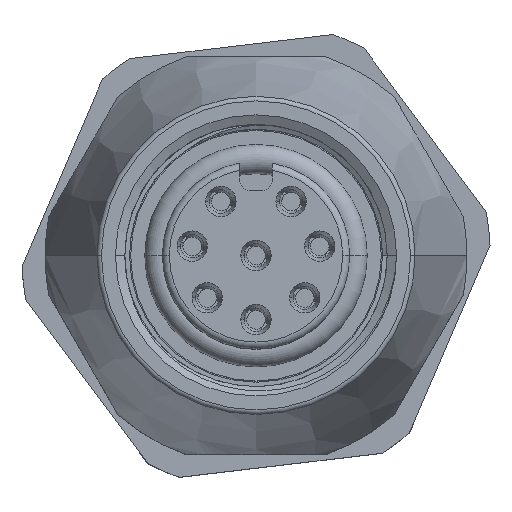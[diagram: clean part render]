
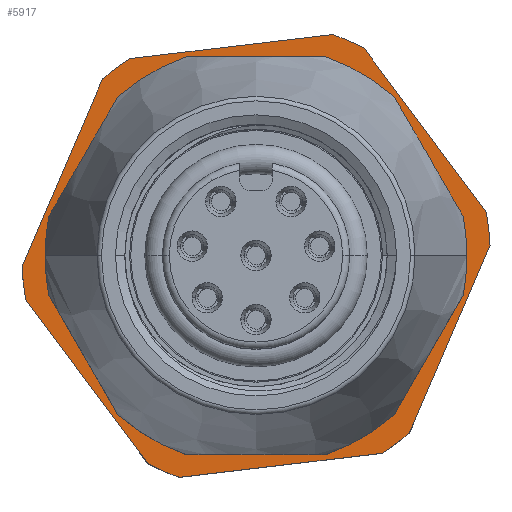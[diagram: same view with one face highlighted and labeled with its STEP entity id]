
A CAD part, top view. The second image highlights one B-rep face of the part: STEP entity #5917.
In plain terms, the highlighted planar face has unit normal (0, 0, 1).
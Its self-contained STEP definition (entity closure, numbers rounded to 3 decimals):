
#419 = CARTESIAN_POINT ( 'NONE',  ( -9.974, -0.725, 2.8 ) ) ;
#427 = CARTESIAN_POINT ( 'NONE',  ( 7.6, 0., 2.8 ) ) ;
#428 = CARTESIAN_POINT ( 'NONE',  ( -7.6, 0., 2.8 ) ) ;
#430 = CARTESIAN_POINT ( 'NONE',  ( 9.974, -0.725, 2.8 ) ) ;
#441 = CARTESIAN_POINT ( 'NONE',  ( 9.974, 0.725, 2.8 ) ) ;
#614 = CARTESIAN_POINT ( 'NONE',  ( -4.359, 9., 2.8 ) ) ;
#618 = CARTESIAN_POINT ( 'NONE',  ( -10., 0., 2.8 ) ) ;
#619 = CARTESIAN_POINT ( 'NONE',  ( -9.974, 0.725, 2.8 ) ) ;
#624 = CARTESIAN_POINT ( 'NONE',  ( 5.615, -8.275, 2.8 ) ) ;
#625 = CARTESIAN_POINT ( 'NONE',  ( 5.615, 8.275, 2.8 ) ) ;
#626 = CARTESIAN_POINT ( 'NONE',  ( 4.359, 9., 2.8 ) ) ;
#629 = CARTESIAN_POINT ( 'NONE',  ( -4.359, -9., 2.8 ) ) ;
#630 = CARTESIAN_POINT ( 'NONE',  ( -5.615, -8.275, 2.8 ) ) ;
#631 = CARTESIAN_POINT ( 'NONE',  ( -5.615, 8.275, 2.8 ) ) ;
#3043 = VECTOR ( 'NONE', #4574, 1000. ) ;
#3045 = VECTOR ( 'NONE', #4572, 1000. ) ;
#3046 = LINE ( 'NONE', #4573, #3043 ) ;
#3047 = VECTOR ( 'NONE', #4570, 1000. ) ;
#3048 = LINE ( 'NONE', #4571, #3045 ) ;
#3049 = VECTOR ( 'NONE', #4567, 1000. ) ;
#3050 = LINE ( 'NONE', #4569, #3047 ) ;
#3051 = VECTOR ( 'NONE', #4565, 1000. ) ;
#3052 = LINE ( 'NONE', #4566, #3049 ) ;
#3053 = VECTOR ( 'NONE', #4553, 1000. ) ;
#3054 = LINE ( 'NONE', #4563, #3051 ) ;
#3055 = LINE ( 'NONE', #4554, #3053 ) ;
#3061 = CIRCLE ( 'NONE', #11653, 10. ) ;
#3064 = CIRCLE ( 'NONE', #11652, 10. ) ;
#3065 = CIRCLE ( 'NONE', #11646, 7.6 ) ;
#3074 = CIRCLE ( 'NONE', #11655, 10. ) ;
#3079 = CIRCLE ( 'NONE', #11658, 10. ) ;
#3083 = CIRCLE ( 'NONE', #11681, 10. ) ;
#3094 = CIRCLE ( 'NONE', #11683, 10. ) ;
#3099 = CIRCLE ( 'NONE', #6781, 10. ) ;
#3101 = CIRCLE ( 'NONE', #6620, 7.6 ) ;
#3409 = ORIENTED_EDGE ( 'NONE', *, *, #7516, .F. ) ;
#3411 = ORIENTED_EDGE ( 'NONE', *, *, #7489, .T. ) ;
#3426 = ORIENTED_EDGE ( 'NONE', *, *, #7517, .T. ) ;
#3427 = ORIENTED_EDGE ( 'NONE', *, *, #7499, .T. ) ;
#3430 = ORIENTED_EDGE ( 'NONE', *, *, #7518, .T. ) ;
#3473 = ORIENTED_EDGE ( 'NONE', *, *, #7487, .F. ) ;
#3655 = ORIENTED_EDGE ( 'NONE', *, *, #7493, .T. ) ;
#3659 = VERTEX_POINT ( 'NONE', #3853 ) ;
#3853 = CARTESIAN_POINT ( 'NONE',  ( 4.359, -9., 2.8 ) ) ;
#4485 = CARTESIAN_POINT ( 'NONE',  ( 0., 0., 2.8 ) ) ;
#4486 = DIRECTION ( 'NONE',  ( 0., 0., 1. ) ) ;
#4487 = DIRECTION ( 'NONE',  ( 1., 0., 0. ) ) ;
#4491 = CARTESIAN_POINT ( 'NONE',  ( 0., 0., 2.8 ) ) ;
#4492 = DIRECTION ( 'NONE',  ( 0., 0., 1. ) ) ;
#4493 = DIRECTION ( 'NONE',  ( 1., 0., 0. ) ) ;
#4500 = CARTESIAN_POINT ( 'NONE',  ( 0., 0., 2.8 ) ) ;
#4501 = DIRECTION ( 'NONE',  ( 0., 0., 1. ) ) ;
#4502 = DIRECTION ( 'NONE',  ( 1., 0., 0. ) ) ;
#4517 = CARTESIAN_POINT ( 'NONE',  ( 0., 0., 2.8 ) ) ;
#4518 = DIRECTION ( 'NONE',  ( 0., 0., 1. ) ) ;
#4519 = DIRECTION ( 'NONE',  ( 1., 0., 0. ) ) ;
#4520 = CARTESIAN_POINT ( 'NONE',  ( 0., 0., 2.8 ) ) ;
#4521 = DIRECTION ( 'NONE',  ( 0., 0., 1. ) ) ;
#4522 = DIRECTION ( 'NONE',  ( 1., 0., 0. ) ) ;
#4530 = CARTESIAN_POINT ( 'NONE',  ( 0., 0., 2.8 ) ) ;
#4531 = DIRECTION ( 'NONE',  ( 0., 0., 1. ) ) ;
#4532 = DIRECTION ( 'NONE',  ( 1., 0., 0. ) ) ;
#4547 = CARTESIAN_POINT ( 'NONE',  ( 0., 0., 2.8 ) ) ;
#4548 = DIRECTION ( 'NONE',  ( 0., 0., 1. ) ) ;
#4549 = DIRECTION ( 'NONE',  ( 1., 0., 0. ) ) ;
#4550 = CARTESIAN_POINT ( 'NONE',  ( 0., 0., 2.8 ) ) ;
#4551 = DIRECTION ( 'NONE',  ( 0., 0., 1. ) ) ;
#4552 = DIRECTION ( 'NONE',  ( 1., 0., 0. ) ) ;
#4553 = DIRECTION ( 'NONE',  ( 0.5, -0.866, 0. ) ) ;
#4554 = CARTESIAN_POINT ( 'NONE',  ( -16.835, 11.16, 2.8 ) ) ;
#4560 = CARTESIAN_POINT ( 'NONE',  ( 0., 0., 2.8 ) ) ;
#4561 = DIRECTION ( 'NONE',  ( 0., 0., 1. ) ) ;
#4562 = DIRECTION ( 'NONE',  ( 1., 0., 0. ) ) ;
#4563 = CARTESIAN_POINT ( 'NONE',  ( -18.082, -9., 2.8 ) ) ;
#4565 = DIRECTION ( 'NONE',  ( 1., 0., 0. ) ) ;
#4566 = CARTESIAN_POINT ( 'NONE',  ( 16.835, 11.16, 2.8 ) ) ;
#4567 = DIRECTION ( 'NONE',  ( 0.5, 0.866, 0. ) ) ;
#4569 = CARTESIAN_POINT ( 'NONE',  ( -1.247, 20.16, 2.8 ) ) ;
#4570 = DIRECTION ( 'NONE',  ( -0.5, 0.866, 0. ) ) ;
#4571 = CARTESIAN_POINT ( 'NONE',  ( -18.082, 9., 2.8 ) ) ;
#4572 = DIRECTION ( 'NONE',  ( -1., 0., 0. ) ) ;
#4573 = CARTESIAN_POINT ( 'NONE',  ( 1.247, 20.16, 2.8 ) ) ;
#4574 = DIRECTION ( 'NONE',  ( -0.5, -0.866, 0. ) ) ;
#5346 = FACE_OUTER_BOUND ( 'NONE', #8172, .T. ) ;
#5353 = FACE_BOUND ( 'NONE', #8180, .T. ) ;
#5917 = ADVANCED_FACE ( 'NONE', ( #5353, #5346 ), #12201, .T. ) ;
#6620 = AXIS2_PLACEMENT_3D ( 'NONE', #4485, #4486, #4487 ) ;
#6781 = AXIS2_PLACEMENT_3D ( 'NONE', #4491, #4492, #4493 ) ;
#6902 = AXIS2_PLACEMENT_3D ( 'NONE', #12203, #12208, #12209 ) ;
#7487 = EDGE_CURVE ( 'NONE', #7964, #7965, #3101, .T. ) ;
#7489 = EDGE_CURVE ( 'NONE', #9965, #7967, #3099, .T. ) ;
#7493 = EDGE_CURVE ( 'NONE', #9966, #9965, #3094, .T. ) ;
#7499 = EDGE_CURVE ( 'NONE', #9977, #9976, #3083, .T. ) ;
#7501 = EDGE_CURVE ( 'NONE', #9961, #9978, #3079, .T. ) ;
#7505 = EDGE_CURVE ( 'NONE', #8547, #8544, #3074, .T. ) ;
#7511 = EDGE_CURVE ( 'NONE', #9972, #9973, #3064, .T. ) ;
#7513 = EDGE_CURVE ( 'NONE', #3659, #9971, #3061, .T. ) ;
#7516 = EDGE_CURVE ( 'NONE', #7965, #7964, #3065, .T. ) ;
#7517 = EDGE_CURVE ( 'NONE', #7967, #9977, #3055, .T. ) ;
#7518 = EDGE_CURVE ( 'NONE', #9976, #3659, #3054, .T. ) ;
#7519 = EDGE_CURVE ( 'NONE', #9971, #8547, #3052, .T. ) ;
#7520 = EDGE_CURVE ( 'NONE', #8544, #9972, #3050, .T. ) ;
#7521 = EDGE_CURVE ( 'NONE', #9973, #9961, #3048, .T. ) ;
#7522 = EDGE_CURVE ( 'NONE', #9978, #9966, #3046, .T. ) ;
#7964 = VERTEX_POINT ( 'NONE', #428 ) ;
#7965 = VERTEX_POINT ( 'NONE', #427 ) ;
#7967 = VERTEX_POINT ( 'NONE', #419 ) ;
#8172 = EDGE_LOOP ( 'NONE', ( #3655, #3411, #3426, #3427, #3430, #11488, #11506, #11514, #11505, #11509, #8321, #8322, #8323 ) ) ;
#8180 = EDGE_LOOP ( 'NONE', ( #3409, #3473 ) ) ;
#8321 = ORIENTED_EDGE ( 'NONE', *, *, #7521, .T. ) ;
#8322 = ORIENTED_EDGE ( 'NONE', *, *, #7501, .T. ) ;
#8323 = ORIENTED_EDGE ( 'NONE', *, *, #7522, .T. ) ;
#8544 = VERTEX_POINT ( 'NONE', #441 ) ;
#8547 = VERTEX_POINT ( 'NONE', #430 ) ;
#9961 = VERTEX_POINT ( 'NONE', #614 ) ;
#9965 = VERTEX_POINT ( 'NONE', #618 ) ;
#9966 = VERTEX_POINT ( 'NONE', #619 ) ;
#9971 = VERTEX_POINT ( 'NONE', #624 ) ;
#9972 = VERTEX_POINT ( 'NONE', #625 ) ;
#9973 = VERTEX_POINT ( 'NONE', #626 ) ;
#9976 = VERTEX_POINT ( 'NONE', #629 ) ;
#9977 = VERTEX_POINT ( 'NONE', #630 ) ;
#9978 = VERTEX_POINT ( 'NONE', #631 ) ;
#11488 = ORIENTED_EDGE ( 'NONE', *, *, #7513, .T. ) ;
#11505 = ORIENTED_EDGE ( 'NONE', *, *, #7520, .T. ) ;
#11506 = ORIENTED_EDGE ( 'NONE', *, *, #7519, .T. ) ;
#11509 = ORIENTED_EDGE ( 'NONE', *, *, #7511, .T. ) ;
#11514 = ORIENTED_EDGE ( 'NONE', *, *, #7505, .T. ) ;
#11646 = AXIS2_PLACEMENT_3D ( 'NONE', #4560, #4561, #4562 ) ;
#11652 = AXIS2_PLACEMENT_3D ( 'NONE', #4547, #4548, #4549 ) ;
#11653 = AXIS2_PLACEMENT_3D ( 'NONE', #4550, #4551, #4552 ) ;
#11655 = AXIS2_PLACEMENT_3D ( 'NONE', #4530, #4531, #4532 ) ;
#11658 = AXIS2_PLACEMENT_3D ( 'NONE', #4520, #4521, #4522 ) ;
#11681 = AXIS2_PLACEMENT_3D ( 'NONE', #4517, #4518, #4519 ) ;
#11683 = AXIS2_PLACEMENT_3D ( 'NONE', #4500, #4501, #4502 ) ;
#12201 = PLANE ( 'NONE',  #6902 ) ;
#12203 = CARTESIAN_POINT ( 'NONE',  ( 0., 0., 2.8 ) ) ;
#12208 = DIRECTION ( 'NONE',  ( 0., 0., 1. ) ) ;
#12209 = DIRECTION ( 'NONE',  ( 1., 0., 0. ) ) ;
